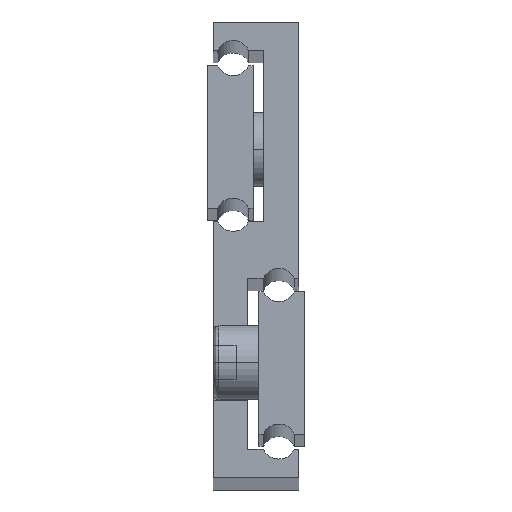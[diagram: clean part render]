
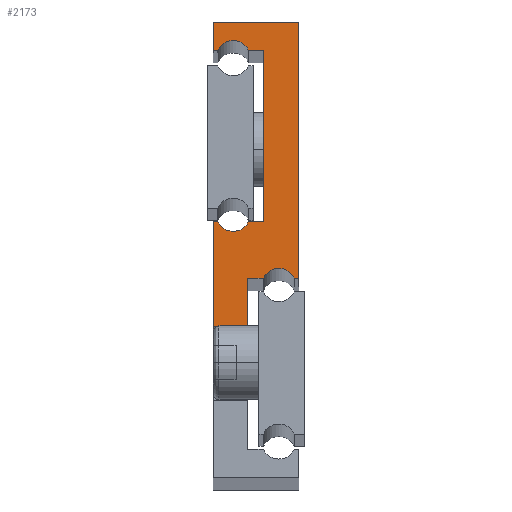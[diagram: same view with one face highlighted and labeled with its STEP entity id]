
A CAD part, top view. The second image highlights one B-rep face of the part: STEP entity #2173.
In plain terms, the highlighted planar face has unit normal (0, 0, 1).
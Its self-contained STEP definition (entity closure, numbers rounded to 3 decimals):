
#34 = EDGE_CURVE ( 'NONE', #2144, #537, #2050, .T. ) ;
#44 = DIRECTION ( 'NONE',  ( 1., 0., 0. ) ) ;
#54 = CARTESIAN_POINT ( 'NONE',  ( 8.9, 75., 625. ) ) ;
#63 = VERTEX_POINT ( 'NONE', #1860 ) ;
#68 = DIRECTION ( 'NONE',  ( 0., -1., 0. ) ) ;
#78 = VECTOR ( 'NONE', #1501, 1000. ) ;
#93 = DIRECTION ( 'NONE',  ( 0., -1., 0. ) ) ;
#124 = CARTESIAN_POINT ( 'NONE',  ( 15., 80., 625. ) ) ;
#137 = CARTESIAN_POINT ( 'NONE',  ( 6.227, 45., 625. ) ) ;
#173 = EDGE_CURVE ( 'NONE', #1101, #2144, #388, .T. ) ;
#175 = CARTESIAN_POINT ( 'NONE',  ( 6., 5., 625. ) ) ;
#226 = CARTESIAN_POINT ( 'NONE',  ( 8.773, 35., 625. ) ) ;
#239 = DIRECTION ( 'NONE',  ( 1., 0., 0. ) ) ;
#255 = LINE ( 'NONE', #403, #1729 ) ;
#261 = LINE ( 'NONE', #923, #1119 ) ;
#267 = VERTEX_POINT ( 'NONE', #2013 ) ;
#268 = ORIENTED_EDGE ( 'NONE', *, *, #1081, .T. ) ;
#286 = CARTESIAN_POINT ( 'NONE',  ( 0., 26.5, 625. ) ) ;
#360 = VERTEX_POINT ( 'NONE', #1189 ) ;
#388 = LINE ( 'NONE', #1092, #1417 ) ;
#402 = ORIENTED_EDGE ( 'NONE', *, *, #1685, .T. ) ;
#403 = CARTESIAN_POINT ( 'NONE',  ( 15., 35., 625. ) ) ;
#434 = DIRECTION ( 'NONE',  ( -1., 0., 0. ) ) ;
#443 = ORIENTED_EDGE ( 'NONE', *, *, #1578, .T. ) ;
#446 = LINE ( 'NONE', #1115, #1201 ) ;
#499 = CARTESIAN_POINT ( 'NONE',  ( 0., 75., 625. ) ) ;
#508 = ORIENTED_EDGE ( 'NONE', *, *, #34, .T. ) ;
#519 = CARTESIAN_POINT ( 'NONE',  ( 3.5, 46.25, 625. ) ) ;
#537 = VERTEX_POINT ( 'NONE', #1039 ) ;
#592 = CARTESIAN_POINT ( 'NONE',  ( 0., 80., 625. ) ) ;
#609 = VERTEX_POINT ( 'NONE', #951 ) ;
#639 = VECTOR ( 'NONE', #93, 1000. ) ;
#648 = DIRECTION ( 'NONE',  ( -1., 0., 0. ) ) ;
#653 = CARTESIAN_POINT ( 'NONE',  ( 6.227, 75., 625. ) ) ;
#661 = VERTEX_POINT ( 'NONE', #54 ) ;
#678 = CARTESIAN_POINT ( 'NONE',  ( 8.9, 45., 625. ) ) ;
#717 = CARTESIAN_POINT ( 'NONE',  ( 0.773, 75., 625. ) ) ;
#733 = VECTOR ( 'NONE', #68, 1000. ) ;
#740 = LINE ( 'NONE', #1414, #639 ) ;
#743 = DIRECTION ( 'NONE',  ( 0., -1., 0. ) ) ;
#749 = LINE ( 'NONE', #592, #733 ) ;
#755 = FACE_OUTER_BOUND ( 'NONE', #997, .T. ) ;
#762 = CARTESIAN_POINT ( 'NONE',  ( 11.5, 33.75, 625. ) ) ;
#866 = CIRCLE ( 'NONE', #1108, 3. ) ;
#875 = ORIENTED_EDGE ( 'NONE', *, *, #1142, .T. ) ;
#898 = CARTESIAN_POINT ( 'NONE',  ( 0., 26.5, 625. ) ) ;
#923 = CARTESIAN_POINT ( 'NONE',  ( 15., 80., 625. ) ) ;
#930 = DIRECTION ( 'NONE',  ( 0., 1., 0. ) ) ;
#943 = CARTESIAN_POINT ( 'NONE',  ( 14.227, 35., 625. ) ) ;
#951 = CARTESIAN_POINT ( 'NONE',  ( 8.773, 35., 625. ) ) ;
#957 = ORIENTED_EDGE ( 'NONE', *, *, #1265, .T. ) ;
#970 = LINE ( 'NONE', #124, #2055 ) ;
#975 = VECTOR ( 'NONE', #239, 1000. ) ;
#982 = DIRECTION ( 'NONE',  ( 1., 0., 0. ) ) ;
#997 = EDGE_LOOP ( 'NONE', ( #402, #1637, #875, #443, #957, #1728, #1504, #2039, #2011, #1056, #508, #1902, #2054, #1308, #268, #1012 ) ) ;
#1012 = ORIENTED_EDGE ( 'NONE', *, *, #1778, .T. ) ;
#1039 = CARTESIAN_POINT ( 'NONE',  ( 6.227, 75., 625. ) ) ;
#1055 = AXIS2_PLACEMENT_3D ( 'NONE', #1571, #1441, #1273 ) ;
#1056 = ORIENTED_EDGE ( 'NONE', *, *, #173, .T. ) ;
#1070 = LINE ( 'NONE', #226, #975 ) ;
#1081 = EDGE_CURVE ( 'NONE', #267, #63, #1181, .T. ) ;
#1087 = VERTEX_POINT ( 'NONE', #1681 ) ;
#1092 = CARTESIAN_POINT ( 'NONE',  ( 0., 75., 625. ) ) ;
#1101 = VERTEX_POINT ( 'NONE', #499 ) ;
#1107 = VERTEX_POINT ( 'NONE', #1171 ) ;
#1108 = AXIS2_PLACEMENT_3D ( 'NONE', #762, #1437, #434 ) ;
#1115 = CARTESIAN_POINT ( 'NONE',  ( 0., 45., 625. ) ) ;
#1119 = VECTOR ( 'NONE', #930, 1000. ) ;
#1122 = EDGE_CURVE ( 'NONE', #537, #661, #1209, .T. ) ;
#1125 = VERTEX_POINT ( 'NONE', #1838 ) ;
#1137 = VERTEX_POINT ( 'NONE', #1705 ) ;
#1142 = EDGE_CURVE ( 'NONE', #1125, #1107, #1890, .T. ) ;
#1171 = CARTESIAN_POINT ( 'NONE',  ( 6., 35., 625. ) ) ;
#1181 = CIRCLE ( 'NONE', #1570, 3. ) ;
#1182 = DIRECTION ( 'NONE',  ( -1., 0., 0. ) ) ;
#1189 = CARTESIAN_POINT ( 'NONE',  ( 15., 80., 625. ) ) ;
#1201 = VECTOR ( 'NONE', #2174, 1000. ) ;
#1209 = LINE ( 'NONE', #653, #1900 ) ;
#1243 = PLANE ( 'NONE',  #1055 ) ;
#1265 = EDGE_CURVE ( 'NONE', #609, #1283, #866, .T. ) ;
#1273 = DIRECTION ( 'NONE',  ( -1., 0., 0. ) ) ;
#1283 = VERTEX_POINT ( 'NONE', #943 ) ;
#1308 = ORIENTED_EDGE ( 'NONE', *, *, #1428, .T. ) ;
#1317 = LINE ( 'NONE', #137, #78 ) ;
#1414 = CARTESIAN_POINT ( 'NONE',  ( 0., 0., 625. ) ) ;
#1417 = VECTOR ( 'NONE', #44, 1000. ) ;
#1425 = CARTESIAN_POINT ( 'NONE',  ( 15., 35., 625. ) ) ;
#1428 = EDGE_CURVE ( 'NONE', #2024, #267, #1317, .T. ) ;
#1429 = CARTESIAN_POINT ( 'NONE',  ( 8.9, 75., 625. ) ) ;
#1437 = DIRECTION ( 'NONE',  ( 0., 0., -1. ) ) ;
#1441 = DIRECTION ( 'NONE',  ( 0., 0., -1. ) ) ;
#1479 = VECTOR ( 'NONE', #1623, 1000. ) ;
#1501 = DIRECTION ( 'NONE',  ( -1., 0., 0. ) ) ;
#1504 = ORIENTED_EDGE ( 'NONE', *, *, #1713, .T. ) ;
#1539 = DIRECTION ( 'NONE',  ( 0., 1., 0. ) ) ;
#1570 = AXIS2_PLACEMENT_3D ( 'NONE', #519, #2215, #1182 ) ;
#1571 = CARTESIAN_POINT ( 'NONE',  ( 3.5, 46.25, 625. ) ) ;
#1578 = EDGE_CURVE ( 'NONE', #1107, #609, #1070, .T. ) ;
#1608 = LINE ( 'NONE', #1429, #1693 ) ;
#1623 = DIRECTION ( 'NONE',  ( 1., 0., 0. ) ) ;
#1636 = EDGE_CURVE ( 'NONE', #1087, #1101, #749, .T. ) ;
#1637 = ORIENTED_EDGE ( 'NONE', *, *, #1647, .T. ) ;
#1647 = EDGE_CURVE ( 'NONE', #1781, #1125, #1775, .T. ) ;
#1653 = VERTEX_POINT ( 'NONE', #1425 ) ;
#1681 = CARTESIAN_POINT ( 'NONE',  ( 0., 80., 625. ) ) ;
#1685 = EDGE_CURVE ( 'NONE', #1137, #1781, #740, .T. ) ;
#1693 = VECTOR ( 'NONE', #743, 1000. ) ;
#1705 = CARTESIAN_POINT ( 'NONE',  ( 0., 45., 625. ) ) ;
#1713 = EDGE_CURVE ( 'NONE', #1653, #360, #261, .T. ) ;
#1728 = ORIENTED_EDGE ( 'NONE', *, *, #2086, .T. ) ;
#1729 = VECTOR ( 'NONE', #2079, 1000. ) ;
#1775 = LINE ( 'NONE', #898, #1479 ) ;
#1778 = EDGE_CURVE ( 'NONE', #63, #1137, #446, .T. ) ;
#1779 = EDGE_CURVE ( 'NONE', #360, #1087, #970, .T. ) ;
#1781 = VERTEX_POINT ( 'NONE', #286 ) ;
#1834 = CARTESIAN_POINT ( 'NONE',  ( 3.5, 73.75, 625. ) ) ;
#1838 = CARTESIAN_POINT ( 'NONE',  ( 6., 26.5, 625. ) ) ;
#1852 = DIRECTION ( 'NONE',  ( 1., 0., 0. ) ) ;
#1860 = CARTESIAN_POINT ( 'NONE',  ( 0.773, 45., 625. ) ) ;
#1874 = DIRECTION ( 'NONE',  ( 0., 0., -1. ) ) ;
#1890 = LINE ( 'NONE', #175, #2110 ) ;
#1900 = VECTOR ( 'NONE', #1852, 1000. ) ;
#1902 = ORIENTED_EDGE ( 'NONE', *, *, #1122, .T. ) ;
#2011 = ORIENTED_EDGE ( 'NONE', *, *, #1636, .T. ) ;
#2013 = CARTESIAN_POINT ( 'NONE',  ( 6.227, 45., 625. ) ) ;
#2024 = VERTEX_POINT ( 'NONE', #678 ) ;
#2039 = ORIENTED_EDGE ( 'NONE', *, *, #1779, .T. ) ;
#2050 = CIRCLE ( 'NONE', #2112, 3. ) ;
#2054 = ORIENTED_EDGE ( 'NONE', *, *, #2061, .T. ) ;
#2055 = VECTOR ( 'NONE', #648, 1000. ) ;
#2061 = EDGE_CURVE ( 'NONE', #661, #2024, #1608, .T. ) ;
#2079 = DIRECTION ( 'NONE',  ( 1., 0., 0. ) ) ;
#2086 = EDGE_CURVE ( 'NONE', #1283, #1653, #255, .T. ) ;
#2110 = VECTOR ( 'NONE', #1539, 1000. ) ;
#2112 = AXIS2_PLACEMENT_3D ( 'NONE', #1834, #1874, #982 ) ;
#2144 = VERTEX_POINT ( 'NONE', #717 ) ;
#2173 = ADVANCED_FACE ( 'NONE', ( #755 ), #1243, .F. ) ;
#2174 = DIRECTION ( 'NONE',  ( -1., 0., 0. ) ) ;
#2215 = DIRECTION ( 'NONE',  ( 0., 0., -1. ) ) ;
